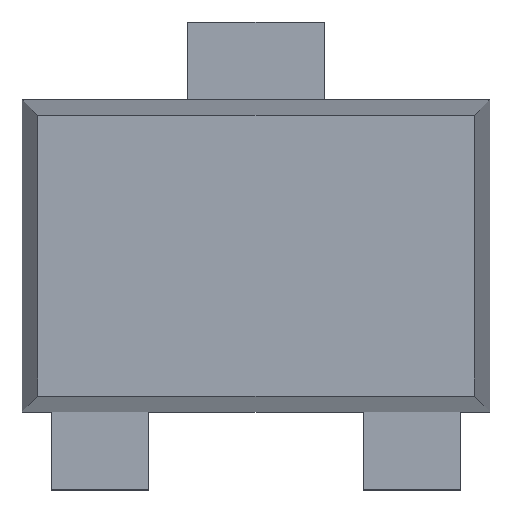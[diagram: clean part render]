
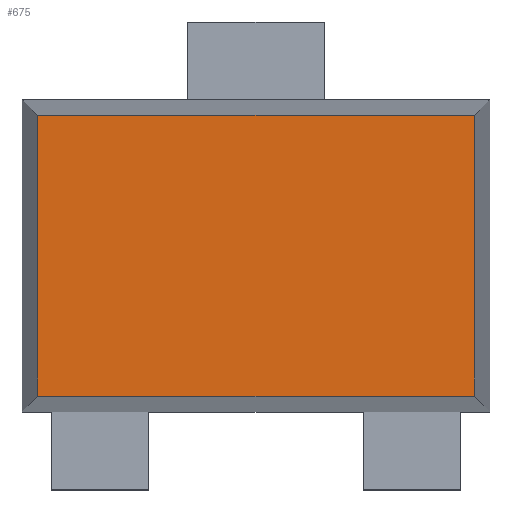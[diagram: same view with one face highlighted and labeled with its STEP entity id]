
A CAD part, top view. The second image highlights one B-rep face of the part: STEP entity #675.
In plain terms, the highlighted planar face has unit normal (0, 0, 1).
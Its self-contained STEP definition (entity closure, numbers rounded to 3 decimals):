
#33 = LINE ( 'NONE', #1152, #74 ) ;
#46 = ORIENTED_EDGE ( 'NONE', *, *, #512, .T. ) ;
#74 = VECTOR ( 'NONE', #113, 1000. ) ;
#95 = CARTESIAN_POINT ( 'NONE',  ( 0., -0.36, 0.55 ) ) ;
#113 = DIRECTION ( 'NONE',  ( -1., 0., 0. ) ) ;
#119 = CARTESIAN_POINT ( 'NONE',  ( -0.56, 0.36, 0.55 ) ) ;
#133 = DIRECTION ( 'NONE',  ( 0., -1., 0. ) ) ;
#208 = AXIS2_PLACEMENT_3D ( 'NONE', #119, #401, #769 ) ;
#212 = EDGE_CURVE ( 'NONE', #596, #509, #1018, .T. ) ;
#228 = CARTESIAN_POINT ( 'NONE',  ( -0.56, 0., 0.55 ) ) ;
#245 = ORIENTED_EDGE ( 'NONE', *, *, #1063, .T. ) ;
#265 = DIRECTION ( 'NONE',  ( 1., 0., 0. ) ) ;
#312 = LINE ( 'NONE', #228, #785 ) ;
#354 = ORIENTED_EDGE ( 'NONE', *, *, #212, .T. ) ;
#382 = VECTOR ( 'NONE', #265, 1000. ) ;
#401 = DIRECTION ( 'NONE',  ( 0., 0., 1. ) ) ;
#455 = CARTESIAN_POINT ( 'NONE',  ( 0.56, 0.36, 0.55 ) ) ;
#486 = CARTESIAN_POINT ( 'NONE',  ( 0.56, -0.36, 0.55 ) ) ;
#509 = VERTEX_POINT ( 'NONE', #455 ) ;
#512 = EDGE_CURVE ( 'NONE', #773, #596, #556, .T. ) ;
#554 = EDGE_LOOP ( 'NONE', ( #354, #245, #800, #46 ) ) ;
#556 = LINE ( 'NONE', #95, #382 ) ;
#565 = FACE_OUTER_BOUND ( 'NONE', #554, .T. ) ;
#596 = VERTEX_POINT ( 'NONE', #486 ) ;
#675 = ADVANCED_FACE ( 'NONE', ( #565 ), #752, .T. ) ;
#749 = CARTESIAN_POINT ( 'NONE',  ( 0.56, 0., 0.55 ) ) ;
#752 = PLANE ( 'NONE',  #208 ) ;
#769 = DIRECTION ( 'NONE',  ( 1., 0., 0. ) ) ;
#773 = VERTEX_POINT ( 'NONE', #865 ) ;
#785 = VECTOR ( 'NONE', #133, 1000. ) ;
#796 = EDGE_CURVE ( 'NONE', #980, #773, #312, .T. ) ;
#800 = ORIENTED_EDGE ( 'NONE', *, *, #796, .T. ) ;
#865 = CARTESIAN_POINT ( 'NONE',  ( -0.56, -0.36, 0.55 ) ) ;
#895 = VECTOR ( 'NONE', #1119, 1000. ) ;
#980 = VERTEX_POINT ( 'NONE', #1140 ) ;
#1018 = LINE ( 'NONE', #749, #895 ) ;
#1063 = EDGE_CURVE ( 'NONE', #509, #980, #33, .T. ) ;
#1119 = DIRECTION ( 'NONE',  ( 0., 1., 0. ) ) ;
#1140 = CARTESIAN_POINT ( 'NONE',  ( -0.56, 0.36, 0.55 ) ) ;
#1152 = CARTESIAN_POINT ( 'NONE',  ( 0., 0.36, 0.55 ) ) ;
